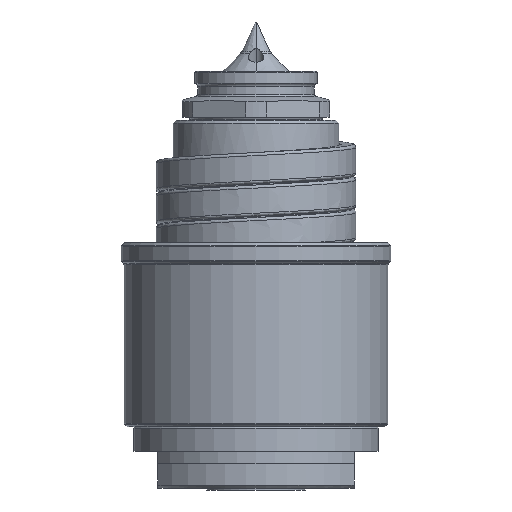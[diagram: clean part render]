
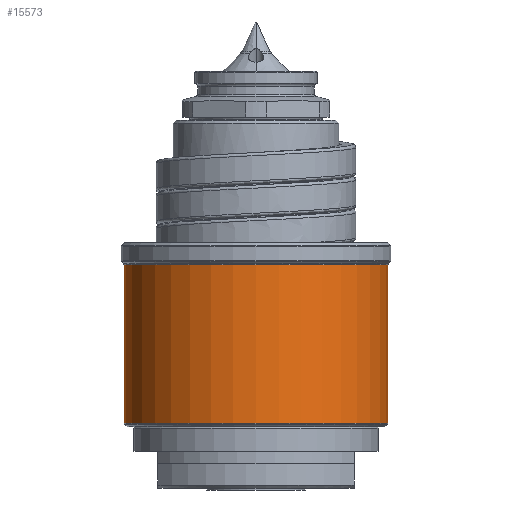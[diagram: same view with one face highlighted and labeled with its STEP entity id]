
A CAD part, front view. The second image highlights one B-rep face of the part: STEP entity #15573.
In plain terms, the highlighted cylindrical face has radius 21.5 mm (diameter 43 mm), a partial arc.
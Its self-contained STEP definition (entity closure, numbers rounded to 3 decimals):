
#5436=CARTESIAN_POINT('',(0.,0.,10.583));
#5437=DIRECTION('',(0.,0.,1.));
#5438=DIRECTION('',(-1.,0.,0.));
#5439=AXIS2_PLACEMENT_3D('',#5436,#5437,#5438);
#5441=DIRECTION('',(0.,0.,-1.));
#5442=VECTOR('',#5441,25.834);
#5443=CARTESIAN_POINT('',(-21.5,0.,36.417));
#5444=LINE('',#5443,#5442);
#5445=CARTESIAN_POINT('',(0.,0.,36.417));
#5446=DIRECTION('',(0.,0.,1.));
#5447=DIRECTION('',(-1.,0.,0.));
#5448=AXIS2_PLACEMENT_3D('',#5445,#5446,#5447);
#5450=DIRECTION('',(0.,0.,-1.));
#5451=VECTOR('',#5450,25.834);
#5452=CARTESIAN_POINT('',(21.5,0.,36.417));
#5453=LINE('',#5452,#5451);
#5792=CARTESIAN_POINT('',(21.5,0.,36.417));
#5793=CARTESIAN_POINT('',(-21.5,0.,36.417));
#5794=VERTEX_POINT('',#5792);
#5795=VERTEX_POINT('',#5793);
#5818=CARTESIAN_POINT('',(21.5,0.,10.583));
#5819=VERTEX_POINT('',#5818);
#5820=CARTESIAN_POINT('',(-21.5,0.,10.583));
#5821=VERTEX_POINT('',#5820);
#15561=CARTESIAN_POINT('',(0.,0.,8.5));
#15562=DIRECTION('',(0.,0.,1.));
#15563=DIRECTION('',(-1.,0.,0.));
#15564=AXIS2_PLACEMENT_3D('',#15561,#15562,#15563);
#15565=CYLINDRICAL_SURFACE('',#15564,21.5);
#15566=ORIENTED_EDGE('',*,*,#13596,.F.);
#15567=ORIENTED_EDGE('',*,*,#13577,.F.);
#15569=ORIENTED_EDGE('',*,*,#15568,.T.);
#15570=ORIENTED_EDGE('',*,*,#13573,.T.);
#15571=EDGE_LOOP('',(#15566,#15567,#15569,#15570));
#15572=FACE_OUTER_BOUND('',#15571,.F.);
#5440=CIRCLE('',#5439,21.5);
#5449=CIRCLE('',#5448,21.5);
#13573=EDGE_CURVE('',#5794,#5819,#5453,.T.);
#13577=EDGE_CURVE('',#5795,#5821,#5444,.T.);
#13596=EDGE_CURVE('',#5821,#5819,#5440,.T.);
#15568=EDGE_CURVE('',#5795,#5794,#5449,.T.);
#15573=ADVANCED_FACE('',(#15572),#15565,.T.);
